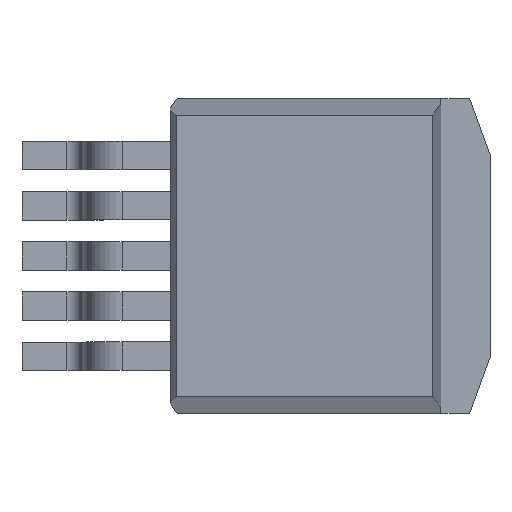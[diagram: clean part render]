
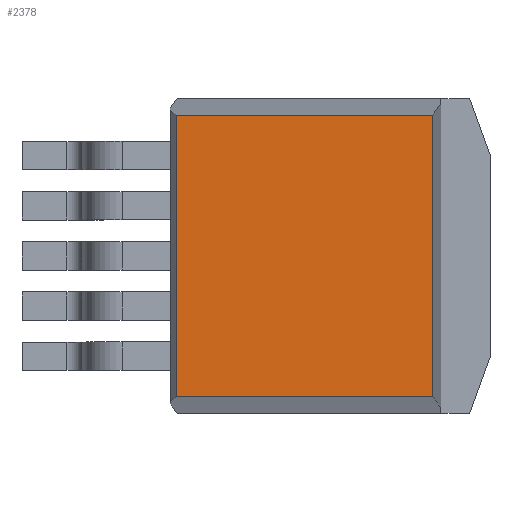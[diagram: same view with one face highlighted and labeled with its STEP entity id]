
A CAD part, top view. The second image highlights one B-rep face of the part: STEP entity #2378.
In plain terms, the highlighted planar face has unit normal (0, 0, 1).
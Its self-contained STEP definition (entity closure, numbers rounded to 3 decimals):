
#2276=CARTESIAN_POINT('',(5.986,-4.775,4.59));
#2277=VERTEX_POINT('',#2276);
#2284=CARTESIAN_POINT('',(-2.705,-4.775,4.59));
#2285=VERTEX_POINT('',#2284);
#2286=CARTESIAN_POINT('',(5.986,-4.775,4.59));
#2287=DIRECTION('',(-1.0,0.0,0.0));
#2288=VECTOR('',#2287,8.691);
#2289=LINE('',#2286,#2288);
#2290=EDGE_CURVE('',#2277,#2285,#2289,.T.);
#2330=CARTESIAN_POINT('',(-2.705,4.775,4.59));
#2331=VERTEX_POINT('',#2330);
#2332=CARTESIAN_POINT('',(-2.705,-4.775,4.59));
#2333=DIRECTION('',(0.0,1.0,0.0));
#2334=VECTOR('',#2333,9.55);
#2335=LINE('',#2332,#2334);
#2336=EDGE_CURVE('',#2285,#2331,#2335,.T.);
#2355=CARTESIAN_POINT('',(1.68,0.,4.59));
#2356=DIRECTION('',(0.0,0.0,1.0));
#2357=DIRECTION('',(0.0,-1.0,0.0));
#2358=AXIS2_PLACEMENT_3D('',#2355,#2356,#2357);
#2359=PLANE('',#2358);
#2360=ORIENTED_EDGE('',*,*,#2290,.F.);
#2361=CARTESIAN_POINT('',(5.986,4.775,4.59));
#2362=VERTEX_POINT('',#2361);
#2363=CARTESIAN_POINT('',(5.986,4.775,4.59));
#2364=DIRECTION('',(0.0,-1.0,0.0));
#2365=VECTOR('',#2364,9.55);
#2366=LINE('',#2363,#2365);
#2367=EDGE_CURVE('',#2362,#2277,#2366,.T.);
#2368=ORIENTED_EDGE('',*,*,#2367,.F.);
#2369=CARTESIAN_POINT('',(-2.705,4.775,4.59));
#2370=DIRECTION('',(1.0,0.0,0.0));
#2371=VECTOR('',#2370,8.691);
#2372=LINE('',#2369,#2371);
#2373=EDGE_CURVE('',#2331,#2362,#2372,.T.);
#2374=ORIENTED_EDGE('',*,*,#2373,.F.);
#2375=ORIENTED_EDGE('',*,*,#2336,.F.);
#2376=EDGE_LOOP('',(#2360,#2368,#2374,#2375));
#2377=FACE_OUTER_BOUND('',#2376,.T.);
#2378=ADVANCED_FACE('',(#2377),#2359,.T.);
